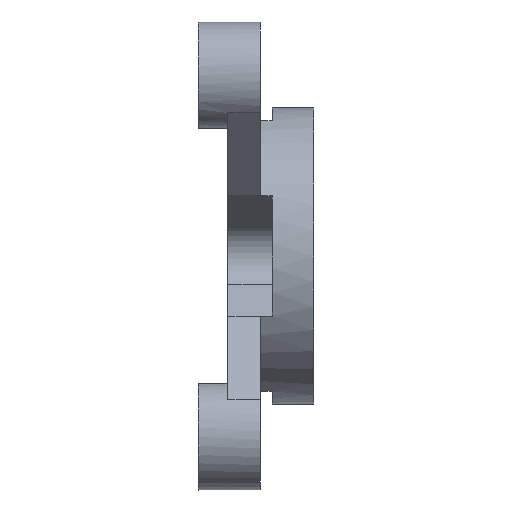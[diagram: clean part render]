
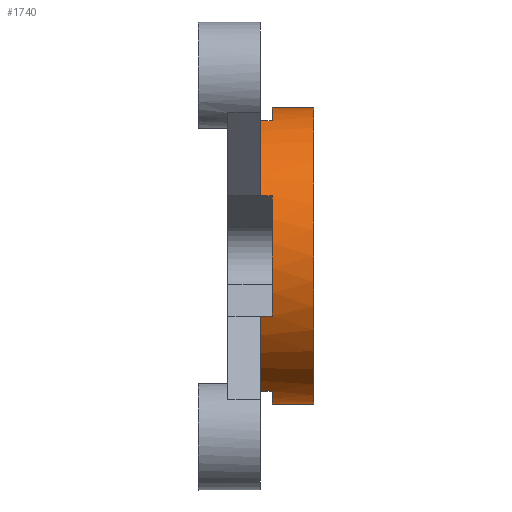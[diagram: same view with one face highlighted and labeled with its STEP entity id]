
A CAD part, left-side view. The second image highlights one B-rep face of the part: STEP entity #1740.
In plain terms, the highlighted cylindrical face has radius 12.696 mm (diameter 25.392 mm), a partial arc.
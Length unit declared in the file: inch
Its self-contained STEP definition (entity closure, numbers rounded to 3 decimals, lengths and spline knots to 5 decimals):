
#18 = VERTEX_POINT ( 'NONE', #687 ) ;
#34 = CARTESIAN_POINT ( 'NONE',  ( 0., 0.14, 0. ) ) ;
#49 = CARTESIAN_POINT ( 'NONE',  ( -0.45691, 0.14, -0.2027 ) ) ;
#50 = LINE ( 'NONE', #929, #2228 ) ;
#58 = CARTESIAN_POINT ( 'NONE',  ( 0., 0.14, 0. ) ) ;
#110 = AXIS2_PLACEMENT_3D ( 'NONE', #2749, #1505, #182 ) ;
#118 = DIRECTION ( 'NONE',  ( 0., 1., 0. ) ) ;
#168 = EDGE_CURVE ( 'NONE', #2238, #870, #50, .T. ) ;
#174 = CARTESIAN_POINT ( 'NONE',  ( 0., 0.14, -0.49985 ) ) ;
#182 = DIRECTION ( 'NONE',  ( 0., 0., -1. ) ) ;
#185 = CARTESIAN_POINT ( 'NONE',  ( -0.45691, 0.18, -0.2027 ) ) ;
#253 = DIRECTION ( 'NONE',  ( 0., 0., 1. ) ) ;
#279 = DIRECTION ( 'NONE',  ( 0., 0., 1. ) ) ;
#308 = VERTEX_POINT ( 'NONE', #1045 ) ;
#312 = CARTESIAN_POINT ( 'NONE',  ( -0.2027, 0.14, -0.45691 ) ) ;
#323 = EDGE_CURVE ( 'NONE', #1887, #1799, #2470, .T. ) ;
#344 = CIRCLE ( 'NONE', #816, 0.49985 ) ;
#393 = CARTESIAN_POINT ( 'NONE',  ( 0., 0., -0.49985 ) ) ;
#394 = VERTEX_POINT ( 'NONE', #1154 ) ;
#395 = CARTESIAN_POINT ( 'NONE',  ( -0.2027, 0.18, 0.45691 ) ) ;
#406 = CARTESIAN_POINT ( 'NONE',  ( -0.45691, 0.18, 0.2027 ) ) ;
#502 = VERTEX_POINT ( 'NONE', #185 ) ;
#572 = CARTESIAN_POINT ( 'NONE',  ( 0., 0.14, -0.49985 ) ) ;
#611 = EDGE_LOOP ( 'NONE', ( #1135, #735, #2239, #662, #1207, #2649, #1319, #2667, #626, #911, #2193, #696 ) ) ;
#626 = ORIENTED_EDGE ( 'NONE', *, *, #168, .T. ) ;
#662 = ORIENTED_EDGE ( 'NONE', *, *, #888, .F. ) ;
#687 = CARTESIAN_POINT ( 'NONE',  ( 0., 0., 0.49985 ) ) ;
#696 = ORIENTED_EDGE ( 'NONE', *, *, #1701, .T. ) ;
#708 = CARTESIAN_POINT ( 'NONE',  ( 0., 0.14, 0. ) ) ;
#734 = EDGE_CURVE ( 'NONE', #1322, #1799, #1690, .T. ) ;
#735 = ORIENTED_EDGE ( 'NONE', *, *, #2320, .F. ) ;
#816 = AXIS2_PLACEMENT_3D ( 'NONE', #34, #1576, #253 ) ;
#841 = DIRECTION ( 'NONE',  ( 0., -1., 0. ) ) ;
#870 = VERTEX_POINT ( 'NONE', #312 ) ;
#879 = CARTESIAN_POINT ( 'NONE',  ( -0.2027, 0.18, -0.45691 ) ) ;
#888 = EDGE_CURVE ( 'NONE', #1887, #1058, #1281, .T. ) ;
#901 = AXIS2_PLACEMENT_3D ( 'NONE', #58, #1603, #279 ) ;
#911 = ORIENTED_EDGE ( 'NONE', *, *, #2316, .F. ) ;
#924 = DIRECTION ( 'NONE',  ( 0., 0., 1. ) ) ;
#929 = CARTESIAN_POINT ( 'NONE',  ( -0.2027, 0.18, -0.45691 ) ) ;
#931 = CARTESIAN_POINT ( 'NONE',  ( -0.45691, 0.18, -0.2027 ) ) ;
#939 = DIRECTION ( 'NONE',  ( 0., -1., 0. ) ) ;
#964 = AXIS2_PLACEMENT_3D ( 'NONE', #708, #2214, #924 ) ;
#1004 = CIRCLE ( 'NONE', #110, 0.49985 ) ;
#1024 = CYLINDRICAL_SURFACE ( 'NONE', #2406, 0.49985 ) ;
#1045 = CARTESIAN_POINT ( 'NONE',  ( 0., 0.14, 0.49985 ) ) ;
#1058 = VERTEX_POINT ( 'NONE', #395 ) ;
#1082 = EDGE_CURVE ( 'NONE', #1058, #394, #1520, .T. ) ;
#1096 = CARTESIAN_POINT ( 'NONE',  ( 0., 0., 0. ) ) ;
#1135 = ORIENTED_EDGE ( 'NONE', *, *, #1872, .F. ) ;
#1154 = CARTESIAN_POINT ( 'NONE',  ( -0.2027, 0.14, 0.45691 ) ) ;
#1201 = DIRECTION ( 'NONE',  ( 0., -1., 0. ) ) ;
#1202 = VECTOR ( 'NONE', #2418, 39.37008 ) ;
#1207 = ORIENTED_EDGE ( 'NONE', *, *, #323, .T. ) ;
#1281 = CIRCLE ( 'NONE', #2606, 0.49985 ) ;
#1306 = EDGE_CURVE ( 'NONE', #502, #1322, #1743, .T. ) ;
#1313 = DIRECTION ( 'NONE',  ( 0., 0., 1. ) ) ;
#1319 = ORIENTED_EDGE ( 'NONE', *, *, #1306, .F. ) ;
#1322 = VERTEX_POINT ( 'NONE', #49 ) ;
#1419 = CARTESIAN_POINT ( 'NONE',  ( -0.45691, 0.18, 0.2027 ) ) ;
#1438 = CARTESIAN_POINT ( 'NONE',  ( 0., 0.18, 0. ) ) ;
#1504 = EDGE_CURVE ( 'NONE', #2137, #1647, #1644, .T. ) ;
#1505 = DIRECTION ( 'NONE',  ( 0., 1., 0. ) ) ;
#1520 = LINE ( 'NONE', #2330, #1920 ) ;
#1576 = DIRECTION ( 'NONE',  ( 0., 1., 0. ) ) ;
#1597 = CARTESIAN_POINT ( 'NONE',  ( -0.45691, 0.14, 0.2027 ) ) ;
#1603 = DIRECTION ( 'NONE',  ( 0., 1., 0. ) ) ;
#1644 = LINE ( 'NONE', #572, #2134 ) ;
#1647 = VERTEX_POINT ( 'NONE', #393 ) ;
#1654 = DIRECTION ( 'NONE',  ( 0., 0., -1. ) ) ;
#1686 = VECTOR ( 'NONE', #1201, 39.37008 ) ;
#1690 = CIRCLE ( 'NONE', #901, 0.49985 ) ;
#1701 = EDGE_CURVE ( 'NONE', #1647, #18, #1741, .T. ) ;
#1740 = ADVANCED_FACE ( 'NONE', ( #2777 ), #1024, .T. ) ;
#1741 = CIRCLE ( 'NONE', #1845, 0.49985 ) ;
#1743 = LINE ( 'NONE', #931, #1202 ) ;
#1799 = VERTEX_POINT ( 'NONE', #1597 ) ;
#1801 = DIRECTION ( 'NONE',  ( 0., -1., 0. ) ) ;
#1845 = AXIS2_PLACEMENT_3D ( 'NONE', #1096, #2556, #1313 ) ;
#1872 = EDGE_CURVE ( 'NONE', #308, #18, #2248, .T. ) ;
#1887 = VERTEX_POINT ( 'NONE', #1419 ) ;
#1919 = VECTOR ( 'NONE', #939, 39.37008 ) ;
#1920 = VECTOR ( 'NONE', #841, 39.37008 ) ;
#1941 = DIRECTION ( 'NONE',  ( 0., -1., 0. ) ) ;
#2048 = CARTESIAN_POINT ( 'NONE',  ( 0., 0.14, 0.49985 ) ) ;
#2134 = VECTOR ( 'NONE', #2287, 39.37008 ) ;
#2137 = VERTEX_POINT ( 'NONE', #174 ) ;
#2168 = CARTESIAN_POINT ( 'NONE',  ( 0., 0.14, 0. ) ) ;
#2193 = ORIENTED_EDGE ( 'NONE', *, *, #1504, .T. ) ;
#2214 = DIRECTION ( 'NONE',  ( 0., 1., 0. ) ) ;
#2228 = VECTOR ( 'NONE', #1801, 39.37008 ) ;
#2238 = VERTEX_POINT ( 'NONE', #879 ) ;
#2239 = ORIENTED_EDGE ( 'NONE', *, *, #1082, .F. ) ;
#2248 = LINE ( 'NONE', #2048, #1686 ) ;
#2287 = DIRECTION ( 'NONE',  ( 0., -1., 0. ) ) ;
#2316 = EDGE_CURVE ( 'NONE', #2137, #870, #344, .T. ) ;
#2320 = EDGE_CURVE ( 'NONE', #394, #308, #2430, .T. ) ;
#2330 = CARTESIAN_POINT ( 'NONE',  ( -0.2027, 0.18, 0.45691 ) ) ;
#2406 = AXIS2_PLACEMENT_3D ( 'NONE', #2168, #1941, #2570 ) ;
#2418 = DIRECTION ( 'NONE',  ( 0., -1., 0. ) ) ;
#2430 = CIRCLE ( 'NONE', #964, 0.49985 ) ;
#2470 = LINE ( 'NONE', #406, #1919 ) ;
#2556 = DIRECTION ( 'NONE',  ( 0., 1., 0. ) ) ;
#2570 = DIRECTION ( 'NONE',  ( 0., 0., -1. ) ) ;
#2606 = AXIS2_PLACEMENT_3D ( 'NONE', #1438, #118, #1654 ) ;
#2649 = ORIENTED_EDGE ( 'NONE', *, *, #734, .F. ) ;
#2667 = ORIENTED_EDGE ( 'NONE', *, *, #2716, .F. ) ;
#2716 = EDGE_CURVE ( 'NONE', #2238, #502, #1004, .T. ) ;
#2749 = CARTESIAN_POINT ( 'NONE',  ( 0., 0.18, 0. ) ) ;
#2777 = FACE_OUTER_BOUND ( 'NONE', #611, .T. ) ;
